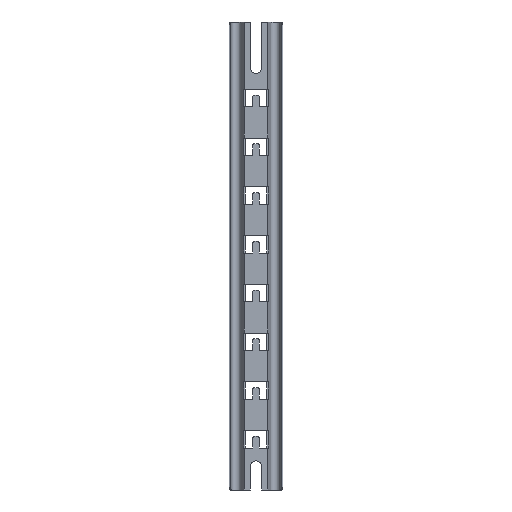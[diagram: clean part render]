
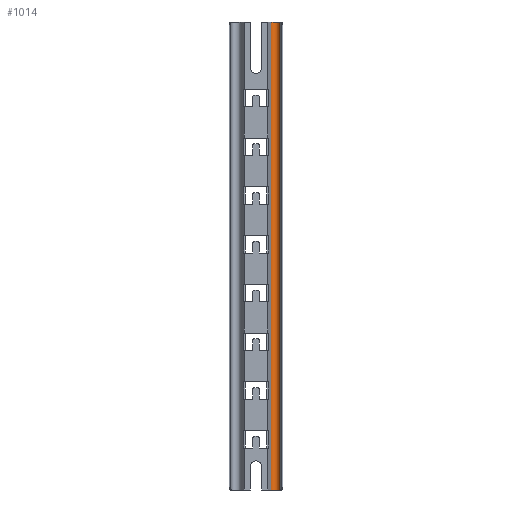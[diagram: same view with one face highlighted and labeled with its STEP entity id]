
A CAD part, front view. The second image highlights one B-rep face of the part: STEP entity #1014.
In plain terms, the highlighted cylindrical face has radius 5 mm (diameter 10 mm), a partial arc.
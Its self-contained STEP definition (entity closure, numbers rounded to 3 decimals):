
#184 = CIRCLE ( 'NONE', #1631, 5. ) ;
#285 = VECTOR ( 'NONE', #3163, 1000. ) ;
#306 = FACE_OUTER_BOUND ( 'NONE', #4059, .T. ) ;
#372 = AXIS2_PLACEMENT_3D ( 'NONE', #1040, #1412, #2810 ) ;
#683 = DIRECTION ( 'NONE',  ( 0., 0., -1. ) ) ;
#1014 = ADVANCED_FACE ( 'NONE', ( #306 ), #3880, .F. ) ;
#1040 = CARTESIAN_POINT ( 'NONE',  ( 20., 11.5, 240. ) ) ;
#1069 = EDGE_CURVE ( 'NONE', #4579, #1088, #184, .T. ) ;
#1088 = VERTEX_POINT ( 'NONE', #3542 ) ;
#1177 = DIRECTION ( 'NONE',  ( 0., 0., -1. ) ) ;
#1262 = CARTESIAN_POINT ( 'NONE',  ( 20., 11.5, 240. ) ) ;
#1295 = LINE ( 'NONE', #2817, #285 ) ;
#1307 = EDGE_CURVE ( 'NONE', #4264, #4579, #1526, .T. ) ;
#1370 = CIRCLE ( 'NONE', #1533, 5. ) ;
#1412 = DIRECTION ( 'NONE',  ( 0., 0., -1. ) ) ;
#1526 = LINE ( 'NONE', #3612, #3275 ) ;
#1533 = AXIS2_PLACEMENT_3D ( 'NONE', #1262, #3694, #1610 ) ;
#1610 = DIRECTION ( 'NONE',  ( -1., 0., 0. ) ) ;
#1631 = AXIS2_PLACEMENT_3D ( 'NONE', #2833, #683, #3176 ) ;
#1746 = VERTEX_POINT ( 'NONE', #1979 ) ;
#1786 = ORIENTED_EDGE ( 'NONE', *, *, #2229, .F. ) ;
#1979 = CARTESIAN_POINT ( 'NONE',  ( 24.807, 12.874, 240. ) ) ;
#2229 = EDGE_CURVE ( 'NONE', #4264, #1746, #1370, .T. ) ;
#2283 = CARTESIAN_POINT ( 'NONE',  ( 15.147, 12.702, 240. ) ) ;
#2810 = DIRECTION ( 'NONE',  ( -1., 0., 0. ) ) ;
#2817 = CARTESIAN_POINT ( 'NONE',  ( 24.807, 12.874, 240. ) ) ;
#2833 = CARTESIAN_POINT ( 'NONE',  ( 20., 11.5, -240. ) ) ;
#3127 = ORIENTED_EDGE ( 'NONE', *, *, #3193, .F. ) ;
#3163 = DIRECTION ( 'NONE',  ( 0., 0., -1. ) ) ;
#3176 = DIRECTION ( 'NONE',  ( -1., 0., 0. ) ) ;
#3193 = EDGE_CURVE ( 'NONE', #1746, #1088, #1295, .T. ) ;
#3275 = VECTOR ( 'NONE', #1177, 1000. ) ;
#3542 = CARTESIAN_POINT ( 'NONE',  ( 24.807, 12.874, -240. ) ) ;
#3558 = ORIENTED_EDGE ( 'NONE', *, *, #1307, .T. ) ;
#3612 = CARTESIAN_POINT ( 'NONE',  ( 15.147, 12.702, 240. ) ) ;
#3694 = DIRECTION ( 'NONE',  ( 0., 0., -1. ) ) ;
#3880 = CYLINDRICAL_SURFACE ( 'NONE', #372, 5. ) ;
#3935 = ORIENTED_EDGE ( 'NONE', *, *, #1069, .T. ) ;
#4059 = EDGE_LOOP ( 'NONE', ( #3935, #3127, #1786, #3558 ) ) ;
#4264 = VERTEX_POINT ( 'NONE', #2283 ) ;
#4579 = VERTEX_POINT ( 'NONE', #4615 ) ;
#4615 = CARTESIAN_POINT ( 'NONE',  ( 15.147, 12.702, -240. ) ) ;
